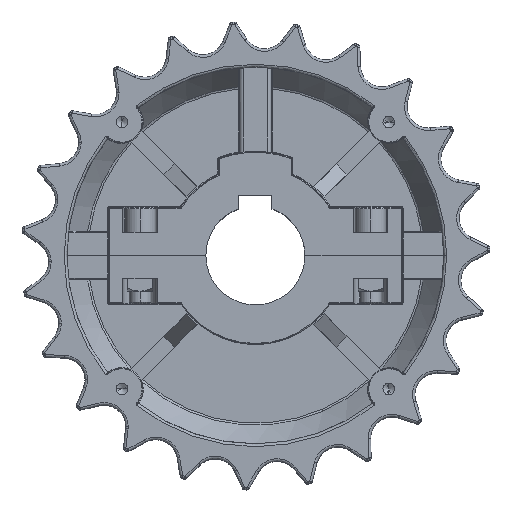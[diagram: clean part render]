
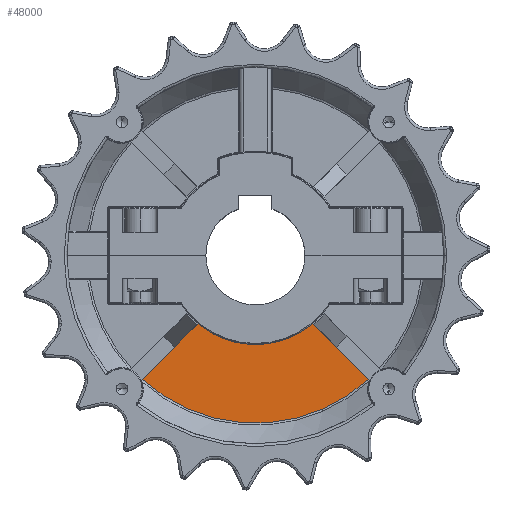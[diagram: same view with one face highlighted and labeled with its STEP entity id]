
A CAD part, top view. The second image highlights one B-rep face of the part: STEP entity #48000.
In plain terms, the highlighted planar face has unit normal (0, 0, 1).
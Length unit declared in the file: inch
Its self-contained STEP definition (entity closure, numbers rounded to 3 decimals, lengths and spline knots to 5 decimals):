
#2191 = VERTEX_POINT ( 'NONE', #27943 ) ;
#2339 = AXIS2_PLACEMENT_3D ( 'NONE', #52139, #62275, #30883 ) ;
#7809 = VECTOR ( 'NONE', #33120, 39.37008 ) ;
#7829 = EDGE_CURVE ( 'NONE', #65338, #40734, #56244, .T. ) ;
#8011 = DIRECTION ( 'NONE',  ( 1., 0., 0. ) ) ;
#13940 = PLANE ( 'NONE',  #58847 ) ;
#14543 = VECTOR ( 'NONE', #57841, 39.37008 ) ;
#15050 = VERTEX_POINT ( 'NONE', #62132 ) ;
#15274 = LINE ( 'NONE', #26804, #7809 ) ;
#16672 = CARTESIAN_POINT ( 'NONE',  ( 0., 2.01392, 0.135 ) ) ;
#17973 = CIRCLE ( 'NONE', #2339, 1.06 ) ;
#18711 = CARTESIAN_POINT ( 'NONE',  ( 1.3477, -1.47498, 0.135 ) ) ;
#19192 = FACE_OUTER_BOUND ( 'NONE', #25484, .T. ) ;
#19947 = DIRECTION ( 'NONE',  ( 0., 0., 1. ) ) ;
#20017 = EDGE_CURVE ( 'NONE', #2191, #15050, #17973, .T. ) ;
#24302 = ORIENTED_EDGE ( 'NONE', *, *, #54978, .T. ) ;
#25484 = EDGE_LOOP ( 'NONE', ( #35277, #24302, #43994, #53932 ) ) ;
#26804 = CARTESIAN_POINT ( 'NONE',  ( -1.0706, 0.94332, 0.135 ) ) ;
#27943 = CARTESIAN_POINT ( 'NONE',  ( 0.68319, -0.81047, 0.135 ) ) ;
#30014 = EDGE_CURVE ( 'NONE', #40734, #2191, #15274, .T. ) ;
#30883 = DIRECTION ( 'NONE',  ( 1., 0., 0. ) ) ;
#33120 = DIRECTION ( 'NONE',  ( -0.707, 0.707, 0. ) ) ;
#35277 = ORIENTED_EDGE ( 'NONE', *, *, #20017, .T. ) ;
#40734 = VERTEX_POINT ( 'NONE', #18711 ) ;
#43994 = ORIENTED_EDGE ( 'NONE', *, *, #7829, .T. ) ;
#44423 = CARTESIAN_POINT ( 'NONE',  ( -1.3477, -1.47498, 0.135 ) ) ;
#48000 = ADVANCED_FACE ( 'NONE', ( #19192 ), #13940, .T. ) ;
#51853 = CARTESIAN_POINT ( 'NONE',  ( 1.0706, 0.94332, 0.135 ) ) ;
#52139 = CARTESIAN_POINT ( 'NONE',  ( 0., 0., 0.135 ) ) ;
#52528 = LINE ( 'NONE', #51853, #14543 ) ;
#53371 = DIRECTION ( 'NONE',  ( 1., 0., 0. ) ) ;
#53932 = ORIENTED_EDGE ( 'NONE', *, *, #30014, .T. ) ;
#54978 = EDGE_CURVE ( 'NONE', #15050, #65338, #52528, .T. ) ;
#56244 = CIRCLE ( 'NONE', #57399, 1.99797 ) ;
#57268 = CARTESIAN_POINT ( 'NONE',  ( 0., 0., 0.135 ) ) ;
#57399 = AXIS2_PLACEMENT_3D ( 'NONE', #57268, #19947, #8011 ) ;
#57841 = DIRECTION ( 'NONE',  ( -0.707, -0.707, 0. ) ) ;
#58847 = AXIS2_PLACEMENT_3D ( 'NONE', #16672, #64177, #53371 ) ;
#62132 = CARTESIAN_POINT ( 'NONE',  ( -0.68319, -0.81047, 0.135 ) ) ;
#62275 = DIRECTION ( 'NONE',  ( 0., 0., -1. ) ) ;
#64177 = DIRECTION ( 'NONE',  ( 0., 0., 1. ) ) ;
#65338 = VERTEX_POINT ( 'NONE', #44423 ) ;
